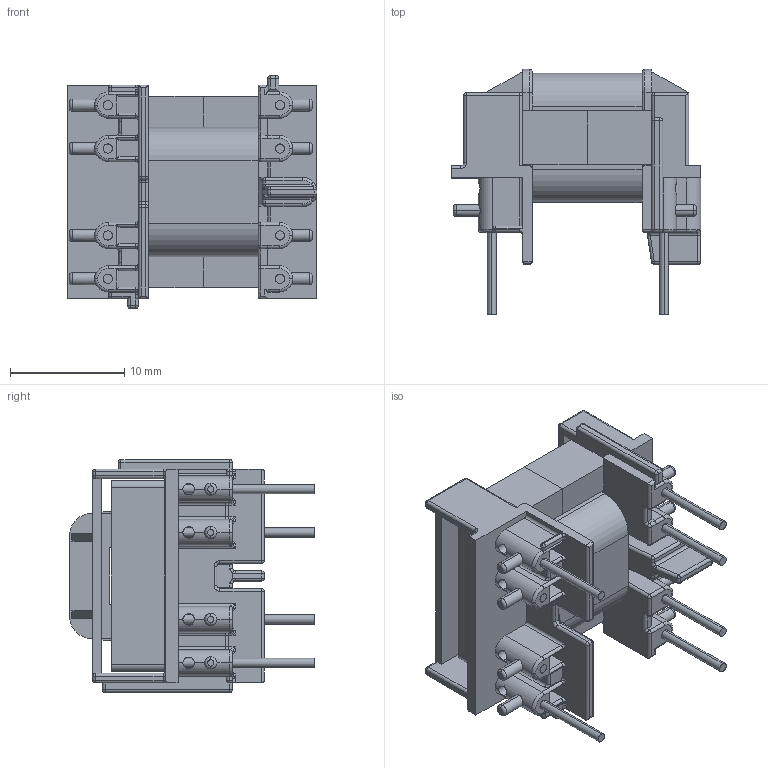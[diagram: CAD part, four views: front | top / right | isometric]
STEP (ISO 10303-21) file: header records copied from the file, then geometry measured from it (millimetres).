
FILE_DESCRIPTION (( 'STEP AP214' ), '1' );
FILE_NAME ('EE16-8-5_5366_MP2-3.STEP', '2021-06-30T20:20:16', ( '' ), ( '' ), 'SwSTEP 2.0', 'SolidWorks 2017', '' );
FILE_SCHEMA (( 'AUTOMOTIVE_DESIGN' ));
Length unit declared in the file: millimetre
Products named in the file (4): 070-5366_6B; 150-1411_6A; EE16-8-5_5366_MP2-3; EF16-5366
Assembly tree (4 placements, depth 2):
  EE16-8-5_5366_MP2-3
    070-5366_6B
    EF16-5366
    150-1411_6A  x2
Bounding box: 21.85 x 21.44 x 20.36 mm (x, y, z)
Volume: 2895.4 mm3; surface area: 4827.2 mm2
Topology: 4 solids, 4 shells, 623 faces, 1611 edges, 953 vertices
Faces by surface type: cylinder 293, plane 216, torus 60, sphere 38, bspline 16
Entity records: 19592 total; most frequent: CARTESIAN_POINT 4851, ORIENTED_EDGE 3046, DIRECTION 3008, EDGE_CURVE 1523, AXIS2_PLACEMENT_3D 1105, VERTEX_POINT 925, VECTOR 798, LINE 798
